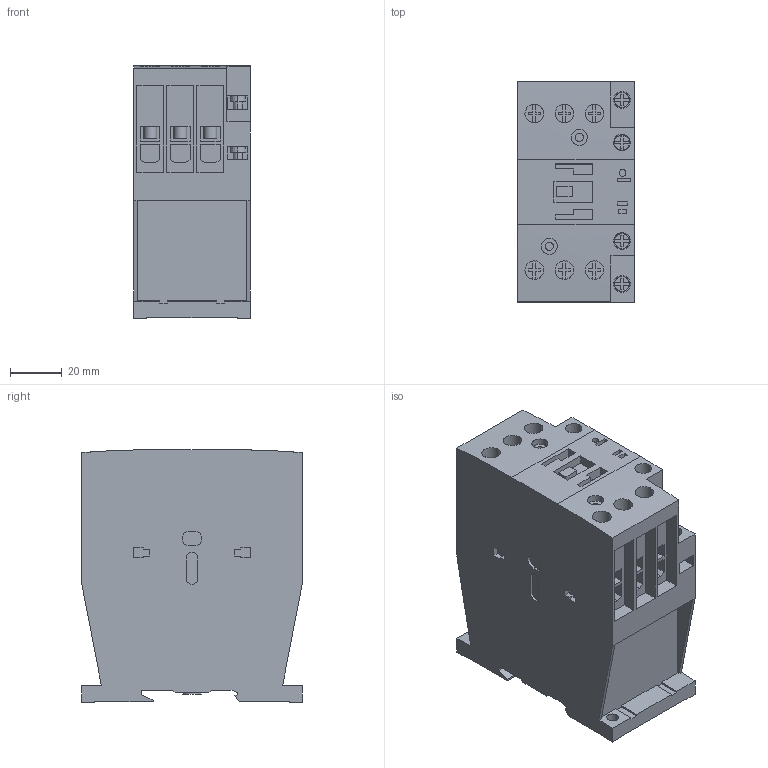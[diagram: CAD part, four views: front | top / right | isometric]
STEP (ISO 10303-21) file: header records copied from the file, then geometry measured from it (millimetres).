
FILE_DESCRIPTION( ( '' ), '1' );
FILE_NAME( 'dil_m17_38.stp', '2010-03-05T08:01:26', ( '' ), ( '' ), ' ', ' ', ' ' );
FILE_SCHEMA( ( 'CONFIG_CONTROL_DESIGN' ) );
Length unit declared in the file: millimetre
Products named in the file (1): 1
Bounding box: 45 x 85 x 97.5 mm (x, y, z)
Volume: 306608 mm3; surface area: 46873.7 mm2
Topology: 1 solids, 1 shells, 479 faces, 1259 edges, 842 vertices
Faces by surface type: plane 407, cylinder 64, cone 8
Entity records: 15287 total; most frequent: CARTESIAN_POINT 3283, ORIENTED_EDGE 2518, DIRECTION 2341, EDGE_CURVE 1259, LINE 1045, VECTOR 1045, VERTEX_POINT 842, AXIS2_PLACEMENT_3D 648
